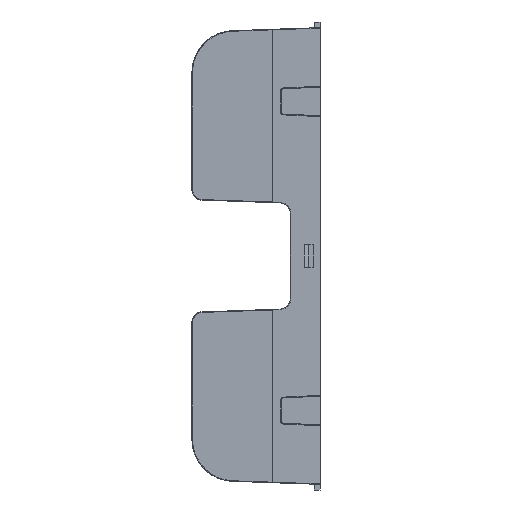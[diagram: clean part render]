
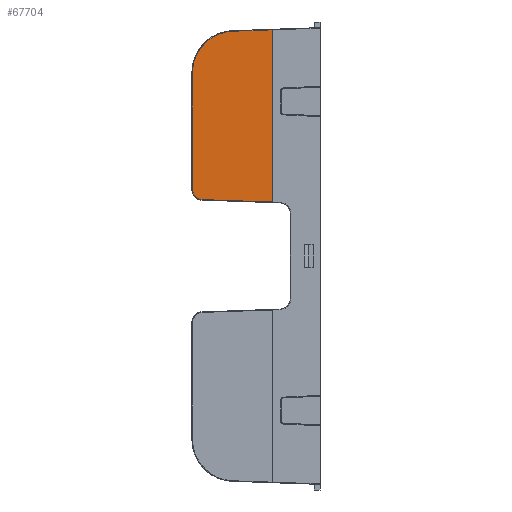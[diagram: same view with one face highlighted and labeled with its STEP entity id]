
A CAD part, left-side view. The second image highlights one B-rep face of the part: STEP entity #67704.
In plain terms, the highlighted planar face has unit normal (-1, 0.018, 0).
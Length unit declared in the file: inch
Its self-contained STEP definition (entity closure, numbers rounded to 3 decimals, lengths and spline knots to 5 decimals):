
#2016 = DIRECTION ( 'NONE',  ( -0.017, -0.999, -0.035 ) ) ;
#4618 = VERTEX_POINT ( 'NONE', #55102 ) ;
#6568 = VERTEX_POINT ( 'NONE', #127489 ) ;
#6862 = CARTESIAN_POINT ( 'NONE',  ( -3.0182, 2.09646, 1.00359 ) ) ;
#13996 = CARTESIAN_POINT ( 'NONE',  ( -3.03997, 0.84941, 4.02284 ) ) ;
#17725 = LINE ( 'NONE', #105754, #76743 ) ;
#18595 = CARTESIAN_POINT ( 'NONE',  ( -3.01517, 2.27017, 3.25861 ) ) ;
#23396 = VERTEX_POINT ( 'NONE', #6862 ) ;
#29273 = CARTESIAN_POINT ( 'NONE',  ( -3.02028, 1.97732, 3.98345 ) ) ;
#29436 = DIRECTION ( 'NONE',  ( 0.017, 0.999, -0.035 ) ) ;
#30056 = EDGE_CURVE ( 'NONE', #23396, #6568, #60500, .T. ) ;
#30978 = VECTOR ( 'NONE', #2016, 39.37008 ) ;
#33074 = CARTESIAN_POINT ( 'NONE',  ( -3.01517, 2.27017, 1.08093 ) ) ;
#33662 =( BOUNDED_CURVE ( )  B_SPLINE_CURVE ( 3, ( #106898, #29273, #85133, #18595 ),
 .UNSPECIFIED., .F., .F. ) 
 B_SPLINE_CURVE_WITH_KNOTS ( ( 4, 4 ),
 ( 4.7473, 6.28319 ),
 .UNSPECIFIED. ) 
 CURVE ( )  GEOMETRIC_REPRESENTATION_ITEM ( )  RATIONAL_B_SPLINE_CURVE ( ( 1., 0.813, 0.813, 1. ) ) 
 REPRESENTATION_ITEM ( '' )  );
#39219 = DIRECTION ( 'NONE',  ( 0., 0., 1. ) ) ;
#42043 = LINE ( 'NONE', #134663, #97636 ) ;
#44227 = CARTESIAN_POINT ( 'NONE',  ( -3.01641, 2.19894, 1.00717 ) ) ;
#46961 = EDGE_CURVE ( 'NONE', #136795, #142487, #68326, .T. ) ;
#55102 = CARTESIAN_POINT ( 'NONE',  ( -3.01517, 2.27017, 1.18348 ) ) ;
#60027 = ORIENTED_EDGE ( 'NONE', *, *, #143798, .T. ) ;
#60500 = LINE ( 'NONE', #132916, #30978 ) ;
#62481 = DIRECTION ( 'NONE',  ( 1., -0.017, 0. ) ) ;
#64842 = VECTOR ( 'NONE', #29436, 39.37008 ) ;
#66309 = CARTESIAN_POINT ( 'NONE',  ( -3.02764, 1.556, 3.99816 ) ) ;
#67704 = ADVANCED_FACE ( 'NONE', ( #105145 ), #73140, .F. ) ;
#68326 = LINE ( 'NONE', #140270, #64842 ) ;
#69030 = ORIENTED_EDGE ( 'NONE', *, *, #30056, .T. ) ;
#69265 = DIRECTION ( 'NONE',  ( 0., 0., -1. ) ) ;
#73140 = PLANE ( 'NONE',  #127323 ) ;
#76687 =( BOUNDED_CURVE ( )  B_SPLINE_CURVE ( 3, ( #110707, #33074, #44227, #121839 ),
 .UNSPECIFIED., .F., .F. ) 
 B_SPLINE_CURVE_WITH_KNOTS ( ( 4, 4 ),
 ( 3.14159, 4.67748 ),
 .UNSPECIFIED. ) 
 CURVE ( )  GEOMETRIC_REPRESENTATION_ITEM ( )  RATIONAL_B_SPLINE_CURVE ( ( 1., 0.813, 0.813, 1. ) ) 
 REPRESENTATION_ITEM ( '' )  );
#76743 = VECTOR ( 'NONE', #39219, 39.37008 ) ;
#82473 = ORIENTED_EDGE ( 'NONE', *, *, #136755, .T. ) ;
#82526 = EDGE_CURVE ( 'NONE', #4618, #23396, #76687, .T. ) ;
#85133 = CARTESIAN_POINT ( 'NONE',  ( -3.01517, 2.27017, 3.68019 ) ) ;
#97636 = VECTOR ( 'NONE', #69265, 39.37008 ) ;
#97736 = ORIENTED_EDGE ( 'NONE', *, *, #46961, .T. ) ;
#100792 = EDGE_LOOP ( 'NONE', ( #141259, #97736, #60027, #82473, #118839, #69030 ) ) ;
#105145 = FACE_OUTER_BOUND ( 'NONE', #100792, .T. ) ;
#105754 = CARTESIAN_POINT ( 'NONE',  ( -3.03997, 0.84941, -4.0625 ) ) ;
#106898 = CARTESIAN_POINT ( 'NONE',  ( -3.02764, 1.556, 3.99816 ) ) ;
#107453 = EDGE_CURVE ( 'NONE', #6568, #136795, #17725, .T. ) ;
#110707 = CARTESIAN_POINT ( 'NONE',  ( -3.01517, 2.27017, 1.18348 ) ) ;
#118839 = ORIENTED_EDGE ( 'NONE', *, *, #82526, .T. ) ;
#121839 = CARTESIAN_POINT ( 'NONE',  ( -3.0182, 2.09646, 1.00359 ) ) ;
#124700 = CARTESIAN_POINT ( 'NONE',  ( -3.01517, 2.27017, 3.25861 ) ) ;
#127323 = AXIS2_PLACEMENT_3D ( 'NONE', #128831, #62481, #139870 ) ;
#127489 = CARTESIAN_POINT ( 'NONE',  ( -3.03997, 0.84941, 0.96004 ) ) ;
#128831 = CARTESIAN_POINT ( 'NONE',  ( -3.015, 2.28, -4.0625 ) ) ;
#130021 = VERTEX_POINT ( 'NONE', #124700 ) ;
#132916 = CARTESIAN_POINT ( 'NONE',  ( -3.01809, 2.10313, 1.00382 ) ) ;
#134663 = CARTESIAN_POINT ( 'NONE',  ( -3.01517, 2.27017, -4.0625 ) ) ;
#136755 = EDGE_CURVE ( 'NONE', #130021, #4618, #42043, .T. ) ;
#136795 = VERTEX_POINT ( 'NONE', #13996 ) ;
#139870 = DIRECTION ( 'NONE',  ( 0.017, 1., 0. ) ) ;
#140270 = CARTESIAN_POINT ( 'NONE',  ( -3.02764, 1.55583, 3.99817 ) ) ;
#141259 = ORIENTED_EDGE ( 'NONE', *, *, #107453, .T. ) ;
#142487 = VERTEX_POINT ( 'NONE', #66309 ) ;
#143798 = EDGE_CURVE ( 'NONE', #142487, #130021, #33662, .T. ) ;
